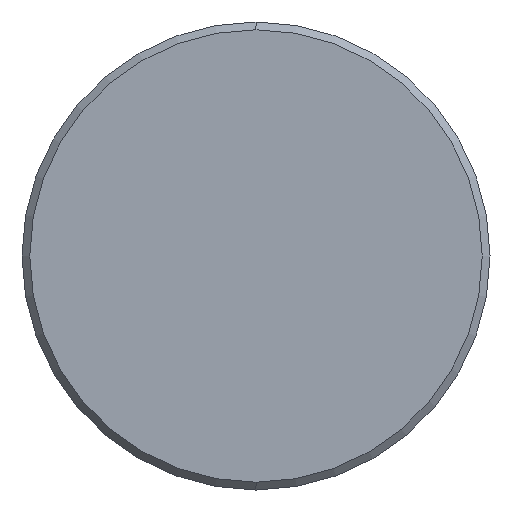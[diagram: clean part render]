
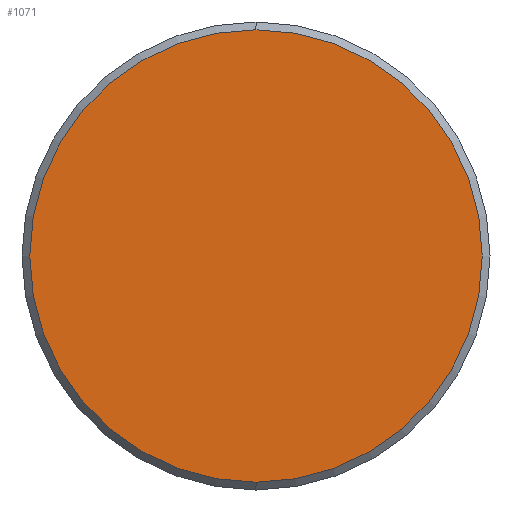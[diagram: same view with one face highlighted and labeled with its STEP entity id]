
A CAD part, left-side view. The second image highlights one B-rep face of the part: STEP entity #1071.
In plain terms, the highlighted planar face has unit normal (-1, 0, 0).
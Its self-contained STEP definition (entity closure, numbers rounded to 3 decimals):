
#19 = VERTEX_POINT ( 'NONE', #828 ) ;
#106 = DIRECTION ( 'NONE',  ( 0., 0., -1. ) ) ;
#152 = CARTESIAN_POINT ( 'NONE',  ( -102., 0., 0. ) ) ;
#207 = DIRECTION ( 'NONE',  ( -1., 0., 0. ) ) ;
#305 = CIRCLE ( 'NONE', #549, 14.5 ) ;
#349 = EDGE_LOOP ( 'NONE', ( #580, #460 ) ) ;
#350 = EDGE_CURVE ( 'NONE', #19, #932, #604, .T. ) ;
#460 = ORIENTED_EDGE ( 'NONE', *, *, #792, .T. ) ;
#518 = CARTESIAN_POINT ( 'NONE',  ( -102., 0., 14.5 ) ) ;
#549 = AXIS2_PLACEMENT_3D ( 'NONE', #152, #926, #682 ) ;
#580 = ORIENTED_EDGE ( 'NONE', *, *, #350, .T. ) ;
#601 = FACE_OUTER_BOUND ( 'NONE', #349, .T. ) ;
#604 = CIRCLE ( 'NONE', #697, 14.5 ) ;
#637 = DIRECTION ( 'NONE',  ( -1., 0., 0. ) ) ;
#682 = DIRECTION ( 'NONE',  ( 0., 0., -1. ) ) ;
#697 = AXIS2_PLACEMENT_3D ( 'NONE', #1064, #207, #106 ) ;
#710 = CARTESIAN_POINT ( 'NONE',  ( -102., -14.674, -14.674 ) ) ;
#792 = EDGE_CURVE ( 'NONE', #932, #19, #305, .T. ) ;
#828 = CARTESIAN_POINT ( 'NONE',  ( -102., 0., -14.5 ) ) ;
#871 = DIRECTION ( 'NONE',  ( 0., 0., 1. ) ) ;
#877 = PLANE ( 'NONE',  #1062 ) ;
#926 = DIRECTION ( 'NONE',  ( -1., 0., 0. ) ) ;
#932 = VERTEX_POINT ( 'NONE', #518 ) ;
#1062 = AXIS2_PLACEMENT_3D ( 'NONE', #710, #637, #871 ) ;
#1064 = CARTESIAN_POINT ( 'NONE',  ( -102., 0., 0. ) ) ;
#1071 = ADVANCED_FACE ( 'NONE', ( #601 ), #877, .T. ) ;
